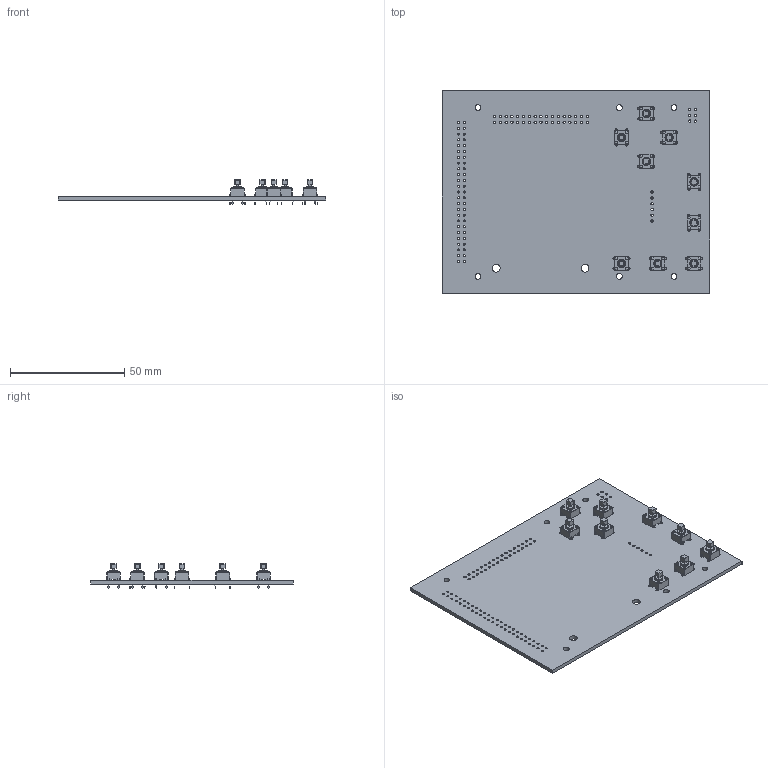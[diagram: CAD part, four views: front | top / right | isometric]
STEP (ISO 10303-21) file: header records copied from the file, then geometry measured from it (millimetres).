
FILE_DESCRIPTION(('Open CASCADE Model'),'2;1');
FILE_NAME('Open CASCADE Shape Model','2025-12-17T14:09:27',('Author'),( 'Open CASCADE'),'Open CASCADE STEP processor 7.5','Open CASCADE 7.5' ,'Unknown');
FILE_SCHEMA(('AUTOMOTIVE_DESIGN { 1 0 10303 214 1 1 1 1 }'));
Length unit declared in the file: millimetre
Products named in the file (15): PCB; Board; Open CASCADE STEP translator 7.5 4.1.1; 1000; 8967575104; UP; 8016157856; Right; 8967570864; Left; Enter; Down; Back; 2000; 1500
Assembly tree (20 placements, depth 3):
  PCB
    Board
      Open CASCADE STEP translator 7.5 4.1.1
    1000
      8967575104
    UP
      8016157856
    Right
      8967570864
    Left
      8967570864
    Enter
      8016157856
    Down
      8967575104
    Back
      8016157856
    2000
      8967575104
    1500
      8967575104
Bounding box: 117.2 x 88.61 x 10.8 mm (x, y, z)
Volume: 18592.9 mm3; surface area: 24594.1 mm2
Topology: 55 solids, 55 shells, 1740 faces, 4503 edges, 2936 vertices
Faces by surface type: cylinder 896, plane 754, sphere 36, bspline 36, torus 18
Full cylindrical faces by diameter (mm): 0.89 x50, 1 x36, 1.02 x46, 2.5 x6, 3.45 x2
Entity records: 24067 total; most frequent: CARTESIAN_POINT 5582, DIRECTION 3901, ORIENTED_EDGE 3558, EDGE_CURVE 1779, AXIS2_PLACEMENT_3D 1459, VERTEX_POINT 1172, FACE_BOUND 1021, EDGE_LOOP 1021
